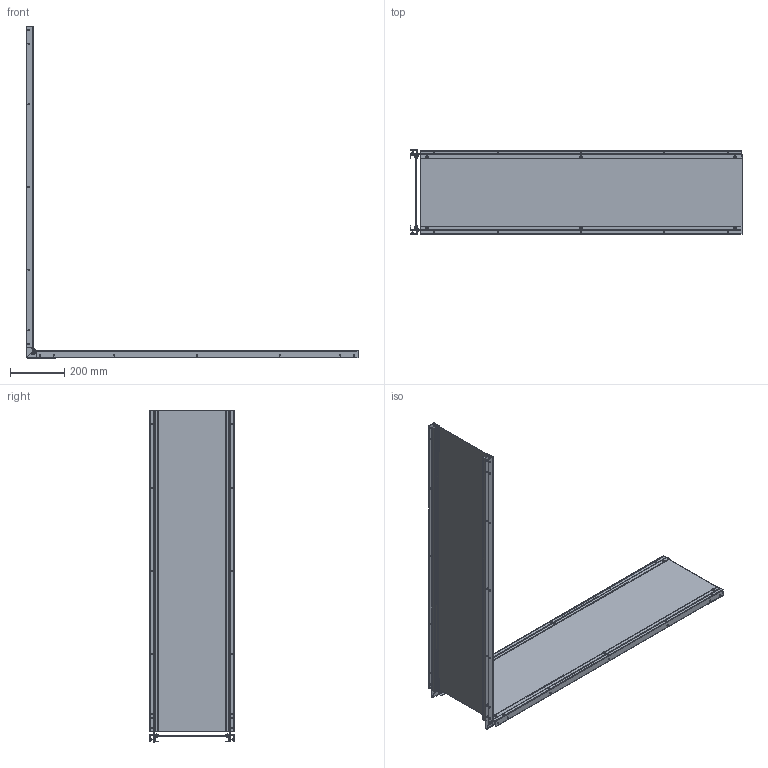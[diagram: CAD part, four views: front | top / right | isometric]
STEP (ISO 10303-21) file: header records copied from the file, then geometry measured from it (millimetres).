
FILE_DESCRIPTION (( 'STEP AP214' ), '1' );
FILE_NAME ('am-2600b FTC Perimeter Corner Assembly.STEP', '2019-08-01T13:27:21', ( '' ), ( '' ), 'SwSTEP 2.0', 'SolidWorks 2019', '' );
FILE_SCHEMA (( 'AUTOMOTIVE_DESIGN' ));
Length unit declared in the file: inch
Products named in the file (10): am-2556 FTC Rail; Corner Hinge; Riveted FTC Panel; FTC Field Side Glass 11in; Corner Knife Hinge half_DefaultSM-FLAT-PATTERN; am-2589 Corner Knife Hinge half; 187 pop rivet; am-2600b FTC Perimeter Corner Assembly
Assembly tree (36 placements, depth 3):
  am-2600b FTC Perimeter Corner Assembly
    Riveted FTC Panel
      am-2556 FTC Rail  x2
      FTC Field Side Glass 11in
      187 pop rivet  x6
    Riveted FTC Panel
      am-2556 FTC Rail  x2
      FTC Field Side Glass 11in
      187 pop rivet  x6
    Corner Hinge
      Corner Knife Hinge half_DefaultSM-FLAT-PATTERN
      am-2589 Corner Knife Hinge half
      187 pop rivet  x5
    Corner Hinge
      Corner Knife Hinge half_DefaultSM-FLAT-PATTERN
      am-2589 Corner Knife Hinge half
      187 pop rivet  x5
Bounding box: 1222.55 x 309.56 x 1222.55 mm (x, y, z)
Volume: 3032957.9 mm3; surface area: 2344260.7 mm2
Topology: 32 solids, 32 shells, 774 faces, 1924 edges, 1236 vertices
Faces by surface type: cylinder 464, plane 170, torus 140
Entity records: 5959 total; most frequent: CARTESIAN_POINT 1055, DIRECTION 1054, ORIENTED_EDGE 856, AXIS2_PLACEMENT_3D 434, EDGE_CURVE 428, VERTEX_POINT 282, CIRCLE 234, EDGE_LOOP 234
